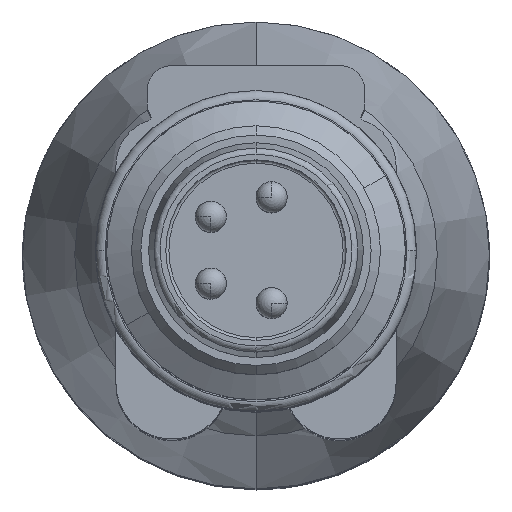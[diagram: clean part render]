
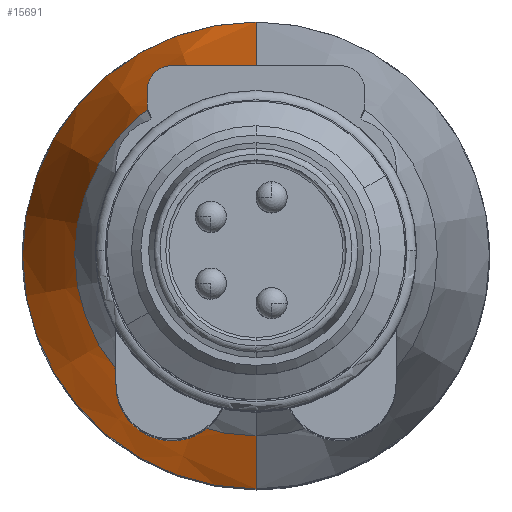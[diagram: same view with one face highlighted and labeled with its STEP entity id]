
A CAD part, top view. The second image highlights one B-rep face of the part: STEP entity #15691.
In plain terms, the highlighted conical face has half-angle 13.36 degrees and reference radius 5.6 mm.
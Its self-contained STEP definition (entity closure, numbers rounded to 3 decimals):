
#15228=AXIS2_PLACEMENT_3D('Circle Axis2P3D',#15226,#15227,$) ;
#15664=AXIS2_PLACEMENT_3D('Cone Axis2P3D',#15661,#15662,#15663) ;
#15682=AXIS2_PLACEMENT_3D('Circle Axis2P3D',#15680,#15681,$) ;
#15216=CARTESIAN_POINT('Vertex',(7.5,1.9,38.5)) ;
#15223=CARTESIAN_POINT('Vertex',(7.5,13.1,38.5)) ;
#15226=CARTESIAN_POINT('Axis2P3D Location',(7.5,7.5,38.5)) ;
#15661=CARTESIAN_POINT('Axis2P3D Location',(7.5,7.5,38.5)) ;
#15666=CARTESIAN_POINT('Line Origine',(7.5,-1155357.453,-4864632.464)) ;
#15670=CARTESIAN_POINT('Vertex',(7.5,0.,30.5)) ;
#15673=CARTESIAN_POINT('Line Origine',(7.5,1155372.453,-4864632.464)) ;
#15677=CARTESIAN_POINT('Vertex',(7.5,15.,30.5)) ;
#15680=CARTESIAN_POINT('Axis2P3D Location',(7.5,7.5,30.5)) ;
#15227=DIRECTION('Axis2P3D Direction',(0.,0.,-1.)) ;
#15662=DIRECTION('Axis2P3D Direction',(0.,0.,-1.)) ;
#15663=DIRECTION('Axis2P3D XDirection',(0.,1.,0.)) ;
#15667=DIRECTION('Vector Direction',(0.,-0.231,-0.973)) ;
#15674=DIRECTION('Vector Direction',(0.,0.231,-0.973)) ;
#15681=DIRECTION('Axis2P3D Direction',(0.,0.,-1.)) ;
#15668=VECTOR('Line Direction',#15667,1.) ;
#15675=VECTOR('Line Direction',#15674,1.) ;
#15686=ORIENTED_EDGE('',*,*,#15672,.F.) ;
#15687=ORIENTED_EDGE('',*,*,#15230,.T.) ;
#15688=ORIENTED_EDGE('',*,*,#15679,.F.) ;
#15689=ORIENTED_EDGE('',*,*,#15684,.F.) ;
#15691=ADVANCED_FACE('Hauptk\X2\00F6\X0\rper',(#15690),#15665,.T.) ;
#15229=CIRCLE('generated circle',#15228,5.6) ;
#15683=CIRCLE('generated circle',#15682,7.5) ;
#15665=CONICAL_SURFACE('Cone',#15664,5.6,0.233) ;
#15230=EDGE_CURVE('',#15217,#15224,#15229,.T.) ;
#15672=EDGE_CURVE('',#15217,#15671,#15669,.T.) ;
#15679=EDGE_CURVE('',#15678,#15224,#15676,.F.) ;
#15684=EDGE_CURVE('',#15671,#15678,#15683,.T.) ;
#15685=EDGE_LOOP('',(#15686,#15687,#15688,#15689)) ;
#15690=FACE_OUTER_BOUND('',#15685,.T.) ;
#15669=LINE('Line',#15666,#15668) ;
#15676=LINE('Line',#15673,#15675) ;
#15217=VERTEX_POINT('',#15216) ;
#15224=VERTEX_POINT('',#15223) ;
#15671=VERTEX_POINT('',#15670) ;
#15678=VERTEX_POINT('',#15677) ;
